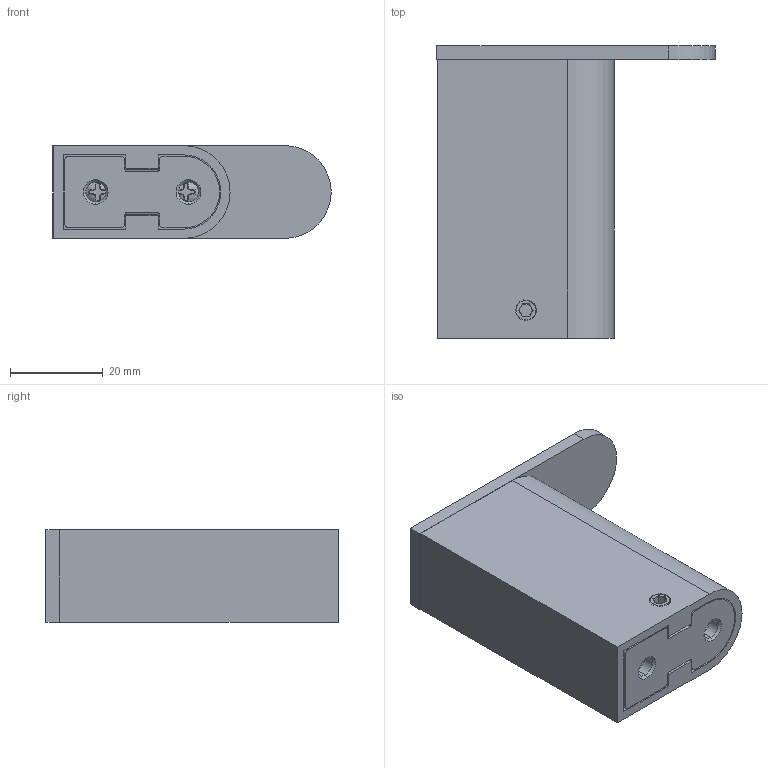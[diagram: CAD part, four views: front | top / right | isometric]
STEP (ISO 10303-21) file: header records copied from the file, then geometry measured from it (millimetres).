
FILE_DESCRIPTION (( 'STEP AP203' ), '1' );
FILE_NAME ('66609,0.STEP', '2020-09-01T08:23:22', ( '' ), ( '' ), 'SwSTEP 2.0', 'SolidWorks 2020', '' );
FILE_SCHEMA (( 'CONFIG_CONTROL_DESIGN' ));
Length unit declared in the file: millimetre
Products named in the file (7): 50ﾎｨ摠ﾋﾏ﨔; 50ﾏTｦ-; ¦-+¨¯ã--ÂT¯¢ÂÊTÞT¬M5X5; 66609,0; -趉-=姇溷映4X8; 33扛蠍; 50--ﾎ-ﾃﾈ
Assembly tree (8 placements, depth 2):
  66609,0
    50--ﾎ-ﾃﾈ
    50ﾎｨ摠ﾋﾏ﨔
    50ﾏTｦ-
    33扛蠍  x2
    -趉-=姇溷映4X8  x2
    ¦-+¨¯ã--ÂT¯¢ÂÊTÞT¬M5X5
Bounding box: 60 x 63 x 20 mm (x, y, z)
Volume: 25305.3 mm3; surface area: 19749.2 mm2
Topology: 8 solids, 8 shells, 253 faces, 649 edges, 421 vertices
Faces by surface type: cylinder 109, plane 91, cone 39, bspline 14
Entity records: 8782 total; most frequent: CARTESIAN_POINT 3578, ORIENTED_EDGE 980, DIRECTION 868, EDGE_CURVE 490, VERTEX_POINT 319, AXIS2_PLACEMENT_3D 311, VECTOR 246, LINE 246
